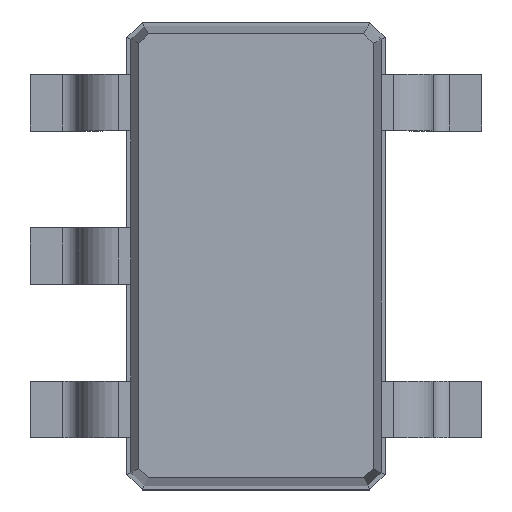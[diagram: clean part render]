
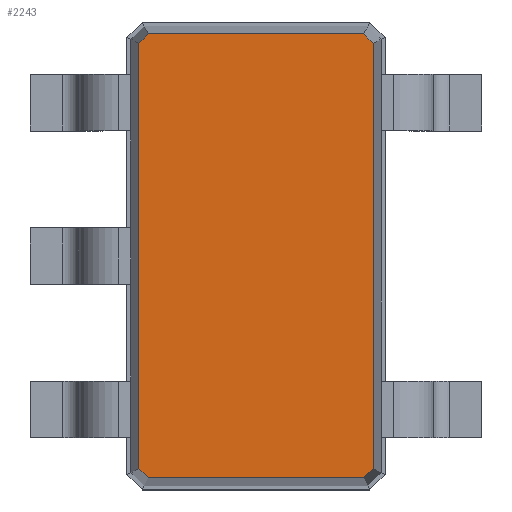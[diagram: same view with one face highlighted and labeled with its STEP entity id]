
A CAD part, top view. The second image highlights one B-rep face of the part: STEP entity #2243.
In plain terms, the highlighted planar face has unit normal (0, 0, 1).
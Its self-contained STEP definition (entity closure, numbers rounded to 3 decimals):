
#905 = VERTEX_POINT('',#906);
#906 = CARTESIAN_POINT('',(0.668,1.376,0.95));
#911 = EDGE_CURVE('',#912,#905,#914,.T.);
#912 = VERTEX_POINT('',#913);
#913 = CARTESIAN_POINT('',(-0.668,1.376,0.95));
#914 = LINE('',#915,#916);
#915 = CARTESIAN_POINT('',(-0.668,1.376,0.95));
#916 = VECTOR('',#917,1.);
#917 = DIRECTION('',(1.,0.,0.));
#2226 = VERTEX_POINT('',#2227);
#2227 = CARTESIAN_POINT('',(0.726,1.318,0.95));
#2232 = EDGE_CURVE('',#905,#2226,#2233,.T.);
#2233 = LINE('',#2234,#2235);
#2234 = CARTESIAN_POINT('',(0.668,1.376,0.95));
#2235 = VECTOR('',#2236,1.);
#2236 = DIRECTION('',(0.707,-0.707,0.));
#2243 = ADVANCED_FACE('',(#2244),#2294,.T.);
#2244 = FACE_BOUND('',#2245,.F.);
#2245 = EDGE_LOOP('',(#2246,#2247,#2248,#2256,#2264,#2272,#2280,#2288));
#2246 = ORIENTED_EDGE('',*,*,#911,.T.);
#2247 = ORIENTED_EDGE('',*,*,#2232,.T.);
#2248 = ORIENTED_EDGE('',*,*,#2249,.T.);
#2249 = EDGE_CURVE('',#2226,#2250,#2252,.T.);
#2250 = VERTEX_POINT('',#2251);
#2251 = CARTESIAN_POINT('',(0.726,-1.318,0.95));
#2252 = LINE('',#2253,#2254);
#2253 = CARTESIAN_POINT('',(0.726,1.318,0.95));
#2254 = VECTOR('',#2255,1.);
#2255 = DIRECTION('',(0.,-1.,0.));
#2256 = ORIENTED_EDGE('',*,*,#2257,.T.);
#2257 = EDGE_CURVE('',#2250,#2258,#2260,.T.);
#2258 = VERTEX_POINT('',#2259);
#2259 = CARTESIAN_POINT('',(0.668,-1.376,0.95));
#2260 = LINE('',#2261,#2262);
#2261 = CARTESIAN_POINT('',(0.726,-1.318,0.95));
#2262 = VECTOR('',#2263,1.);
#2263 = DIRECTION('',(-0.707,-0.707,0.));
#2264 = ORIENTED_EDGE('',*,*,#2265,.T.);
#2265 = EDGE_CURVE('',#2258,#2266,#2268,.T.);
#2266 = VERTEX_POINT('',#2267);
#2267 = CARTESIAN_POINT('',(-0.668,-1.376,0.95));
#2268 = LINE('',#2269,#2270);
#2269 = CARTESIAN_POINT('',(0.668,-1.376,0.95));
#2270 = VECTOR('',#2271,1.);
#2271 = DIRECTION('',(-1.,0.,0.));
#2272 = ORIENTED_EDGE('',*,*,#2273,.T.);
#2273 = EDGE_CURVE('',#2266,#2274,#2276,.T.);
#2274 = VERTEX_POINT('',#2275);
#2275 = CARTESIAN_POINT('',(-0.726,-1.318,0.95));
#2276 = LINE('',#2277,#2278);
#2277 = CARTESIAN_POINT('',(-0.668,-1.376,0.95));
#2278 = VECTOR('',#2279,1.);
#2279 = DIRECTION('',(-0.707,0.707,0.));
#2280 = ORIENTED_EDGE('',*,*,#2281,.T.);
#2281 = EDGE_CURVE('',#2274,#2282,#2284,.T.);
#2282 = VERTEX_POINT('',#2283);
#2283 = CARTESIAN_POINT('',(-0.726,1.318,0.95));
#2284 = LINE('',#2285,#2286);
#2285 = CARTESIAN_POINT('',(-0.726,-1.318,0.95));
#2286 = VECTOR('',#2287,1.);
#2287 = DIRECTION('',(0.,1.,0.));
#2288 = ORIENTED_EDGE('',*,*,#2289,.T.);
#2289 = EDGE_CURVE('',#2282,#912,#2290,.T.);
#2290 = LINE('',#2291,#2292);
#2291 = CARTESIAN_POINT('',(-0.726,1.318,0.95));
#2292 = VECTOR('',#2293,1.);
#2293 = DIRECTION('',(0.707,0.707,0.));
#2294 = PLANE('',#2295);
#2295 = AXIS2_PLACEMENT_3D('',#2296,#2297,#2298);
#2296 = CARTESIAN_POINT('',(-0.668,1.376,0.95));
#2297 = DIRECTION('',(0.,0.,1.));
#2298 = DIRECTION('',(0.437,-0.9,0.));
